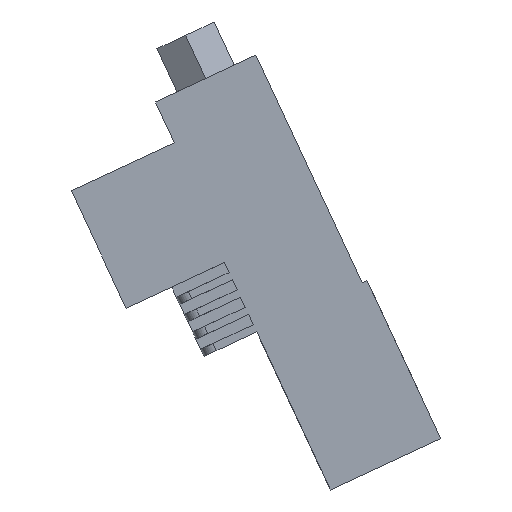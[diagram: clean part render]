
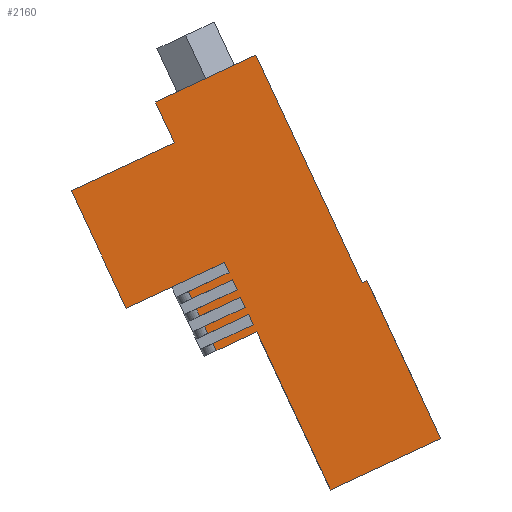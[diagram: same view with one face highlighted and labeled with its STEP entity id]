
A CAD part, front view. The second image highlights one B-rep face of the part: STEP entity #2160.
In plain terms, the highlighted face is planar.
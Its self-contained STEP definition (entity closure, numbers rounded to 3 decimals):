
#10=CARTESIAN_POINT('',(0.,0.,-22.5));
#20=DIRECTION('',(0.,0.,1.));
#30=DIRECTION('',(1.,0.,0.));
#40=AXIS2_PLACEMENT_3D('',#10,#20,#30);
#50=PLANE('',#40);
#60=CARTESIAN_POINT('',(-36.,40.,-22.5));
#70=DIRECTION('',(0.,-1.,0.));
#80=VECTOR('',#70,17.);
#90=LINE('',#60,#80);
#100=CARTESIAN_POINT('',(-36.,40.,-22.5));
#110=VERTEX_POINT('',#100);
#120=CARTESIAN_POINT('',(-36.,23.,-22.5));
#130=VERTEX_POINT('',#120);
#140=EDGE_CURVE('',#110,#130,#90,.T.);
#150=ORIENTED_EDGE('',*,*,#140,.F.);
#160=CARTESIAN_POINT('',(-36.,23.,-22.5));
#170=DIRECTION('',(-1.,0.,0.));
#180=VECTOR('',#170,4.25);
#190=LINE('',#160,#180);
#200=CARTESIAN_POINT('',(-40.25,23.,-22.5));
#210=VERTEX_POINT('',#200);
#220=EDGE_CURVE('',#130,#210,#190,.T.);
#230=ORIENTED_EDGE('',*,*,#220,.F.);
#240=CARTESIAN_POINT('',(-40.25,23.,-22.5));
#250=DIRECTION('',(0.,1.,0.));
#260=VECTOR('',#250,17.);
#270=LINE('',#240,#260);
#280=CARTESIAN_POINT('',(-40.25,40.,-22.5));
#290=VERTEX_POINT('',#280);
#300=EDGE_CURVE('',#210,#290,#270,.T.);
#310=ORIENTED_EDGE('',*,*,#300,.F.);
#320=CARTESIAN_POINT('',(-62.,40.,-22.5));
#330=DIRECTION('',(-1.,0.,0.));
#340=VECTOR('',#330,1.);
#350=LINE('',#320,#340);
#360=CARTESIAN_POINT('',(-43.25,40.,-22.5));
#370=VERTEX_POINT('',#360);
#380=EDGE_CURVE('',#290,#370,#350,.T.);
#390=ORIENTED_EDGE('',*,*,#380,.F.);
#400=CARTESIAN_POINT('',(-43.25,40.,-22.5));
#410=DIRECTION('',(0.,-1.,0.));
#420=VECTOR('',#410,17.);
#430=LINE('',#400,#420);
#440=CARTESIAN_POINT('',(-43.25,23.,-22.5));
#450=VERTEX_POINT('',#440);
#460=EDGE_CURVE('',#370,#450,#430,.T.);
#470=ORIENTED_EDGE('',*,*,#460,.F.);
#480=CARTESIAN_POINT('',(-43.25,23.,-22.5));
#490=DIRECTION('',(-1.,0.,0.));
#500=VECTOR('',#490,4.25);
#510=LINE('',#480,#500);
#520=CARTESIAN_POINT('',(-47.5,23.,-22.5));
#530=VERTEX_POINT('',#520);
#540=EDGE_CURVE('',#450,#530,#510,.T.);
#550=ORIENTED_EDGE('',*,*,#540,.F.);
#560=CARTESIAN_POINT('',(-47.5,23.,-22.5));
#570=DIRECTION('',(0.,1.,0.));
#580=VECTOR('',#570,17.);
#590=LINE('',#560,#580);
#600=CARTESIAN_POINT('',(-47.5,40.,-22.5));
#610=VERTEX_POINT('',#600);
#620=EDGE_CURVE('',#530,#610,#590,.T.);
#630=ORIENTED_EDGE('',*,*,#620,.F.);
#640=CARTESIAN_POINT('',(-62.,40.,-22.5));
#650=DIRECTION('',(-1.,0.,0.));
#660=VECTOR('',#650,1.);
#670=LINE('',#640,#660);
#680=CARTESIAN_POINT('',(-50.5,40.,-22.5));
#690=VERTEX_POINT('',#680);
#700=EDGE_CURVE('',#610,#690,#670,.T.);
#710=ORIENTED_EDGE('',*,*,#700,.F.);
#720=CARTESIAN_POINT('',(-50.5,40.,-22.5));
#730=DIRECTION('',(0.,-1.,0.));
#740=VECTOR('',#730,17.);
#750=LINE('',#720,#740);
#760=CARTESIAN_POINT('',(-50.5,23.,-22.5));
#770=VERTEX_POINT('',#760);
#780=EDGE_CURVE('',#690,#770,#750,.T.);
#790=ORIENTED_EDGE('',*,*,#780,.F.);
#800=CARTESIAN_POINT('',(-50.5,23.,-22.5));
#810=DIRECTION('',(-1.,0.,0.));
#820=VECTOR('',#810,4.25);
#830=LINE('',#800,#820);
#840=CARTESIAN_POINT('',(-54.75,23.,-22.5));
#850=VERTEX_POINT('',#840);
#860=EDGE_CURVE('',#770,#850,#830,.T.);
#870=ORIENTED_EDGE('',*,*,#860,.F.);
#880=CARTESIAN_POINT('',(-54.75,23.,-22.5));
#890=DIRECTION('',(0.,1.,0.));
#900=VECTOR('',#890,17.);
#910=LINE('',#880,#900);
#920=CARTESIAN_POINT('',(-54.75,40.,-22.5));
#930=VERTEX_POINT('',#920);
#940=EDGE_CURVE('',#850,#930,#910,.T.);
#950=ORIENTED_EDGE('',*,*,#940,.F.);
#960=CARTESIAN_POINT('',(-62.,40.,-22.5));
#970=DIRECTION('',(-1.,0.,0.));
#980=VECTOR('',#970,1.);
#990=LINE('',#960,#980);
#1000=CARTESIAN_POINT('',(-57.75,40.,-22.5));
#1010=VERTEX_POINT('',#1000);
#1020=EDGE_CURVE('',#930,#1010,#990,.T.);
#1030=ORIENTED_EDGE('',*,*,#1020,.F.);
#1040=CARTESIAN_POINT('',(-57.75,40.,-22.5));
#1050=DIRECTION('',(0.,-1.,0.));
#1060=VECTOR('',#1050,17.);
#1070=LINE('',#1040,#1060);
#1080=CARTESIAN_POINT('',(-57.75,23.,-22.5));
#1090=VERTEX_POINT('',#1080);
#1100=EDGE_CURVE('',#1010,#1090,#1070,.T.);
#1110=ORIENTED_EDGE('',*,*,#1100,.F.);
#1120=CARTESIAN_POINT('',(-57.75,23.,-22.5));
#1130=DIRECTION('',(-1.,0.,0.));
#1140=VECTOR('',#1130,4.25);
#1150=LINE('',#1120,#1140);
#1160=CARTESIAN_POINT('',(-62.,23.,-22.5));
#1170=VERTEX_POINT('',#1160);
#1180=EDGE_CURVE('',#1090,#1170,#1150,.T.);
#1190=ORIENTED_EDGE('',*,*,#1180,.F.);
#1200=CARTESIAN_POINT('',(-62.,23.,-22.5));
#1210=DIRECTION('',(0.,1.,0.));
#1220=VECTOR('',#1210,41.);
#1230=LINE('',#1200,#1220);
#1240=CARTESIAN_POINT('',(-62.,64.,-22.5));
#1250=VERTEX_POINT('',#1240);
#1260=EDGE_CURVE('',#1170,#1250,#1230,.T.);
#1270=ORIENTED_EDGE('',*,*,#1260,.F.);
#1280=CARTESIAN_POINT('',(-62.,64.,-22.5));
#1290=DIRECTION('',(-1.,0.,0.));
#1300=VECTOR('',#1290,49.);
#1310=LINE('',#1280,#1300);
#1320=CARTESIAN_POINT('',(-111.,64.,-22.5));
#1330=VERTEX_POINT('',#1320);
#1340=EDGE_CURVE('',#1250,#1330,#1310,.T.);
#1350=ORIENTED_EDGE('',*,*,#1340,.F.);
#1360=CARTESIAN_POINT('',(-111.,64.,-22.5));
#1370=DIRECTION('',(0.,-1.,0.));
#1380=VECTOR('',#1370,43.);
#1390=LINE('',#1360,#1380);
#1400=CARTESIAN_POINT('',(-111.,21.,-22.5));
#1410=VERTEX_POINT('',#1400);
#1420=EDGE_CURVE('',#1330,#1410,#1390,.T.);
#1430=ORIENTED_EDGE('',*,*,#1420,.F.);
#1440=CARTESIAN_POINT('',(-111.,21.,-22.5));
#1450=DIRECTION('',(-1.,0.,0.));
#1460=VECTOR('',#1450,17.);
#1470=LINE('',#1440,#1460);
#1480=CARTESIAN_POINT('',(-128.,21.,-22.5));
#1490=VERTEX_POINT('',#1480);
#1500=EDGE_CURVE('',#1410,#1490,#1470,.T.);
#1510=ORIENTED_EDGE('',*,*,#1500,.F.);
#1520=CARTESIAN_POINT('',(-128.,21.,-22.5));
#1530=DIRECTION('',(0.,-1.,0.));
#1540=VECTOR('',#1530,42.);
#1550=LINE('',#1520,#1540);
#1560=CARTESIAN_POINT('',(-128.,-21.,-22.5));
#1570=VERTEX_POINT('',#1560);
#1580=EDGE_CURVE('',#1490,#1570,#1550,.T.);
#1590=ORIENTED_EDGE('',*,*,#1580,.F.);
#1600=CARTESIAN_POINT('',(-128.,-21.,-22.5));
#1610=DIRECTION('',(1.,0.,0.));
#1620=VECTOR('',#1610,95.);
#1630=LINE('',#1600,#1620);
#1640=CARTESIAN_POINT('',(-33.,-21.,-22.5));
#1650=VERTEX_POINT('',#1640);
#1660=EDGE_CURVE('',#1570,#1650,#1630,.T.);
#1670=ORIENTED_EDGE('',*,*,#1660,.F.);
#1680=CARTESIAN_POINT('',(-33.,-21.,-22.5));
#1690=DIRECTION('',(0.,-1.,0.));
#1700=VECTOR('',#1690,2.);
#1710=LINE('',#1680,#1700);
#1720=CARTESIAN_POINT('',(-33.,-23.,-22.5));
#1730=VERTEX_POINT('',#1720);
#1740=EDGE_CURVE('',#1650,#1730,#1710,.T.);
#1750=ORIENTED_EDGE('',*,*,#1740,.F.);
#1760=CARTESIAN_POINT('',(-33.,-23.,-22.5));
#1770=DIRECTION('',(1.,0.,0.));
#1780=VECTOR('',#1770,66.);
#1790=LINE('',#1760,#1780);
#1800=CARTESIAN_POINT('',(33.,-23.,-22.5));
#1810=VERTEX_POINT('',#1800);
#1820=EDGE_CURVE('',#1730,#1810,#1790,.T.);
#1830=ORIENTED_EDGE('',*,*,#1820,.F.);
#1840=CARTESIAN_POINT('',(33.,-23.,-22.5));
#1850=DIRECTION('',(0.,1.,0.));
#1860=VECTOR('',#1850,46.);
#1870=LINE('',#1840,#1860);
#1880=CARTESIAN_POINT('',(33.,23.,-22.5));
#1890=VERTEX_POINT('',#1880);
#1900=EDGE_CURVE('',#1810,#1890,#1870,.T.);
#1910=ORIENTED_EDGE('',*,*,#1900,.F.);
#1920=CARTESIAN_POINT('',(33.,23.,-22.5));
#1930=DIRECTION('',(-1.,0.,0.));
#1940=VECTOR('',#1930,66.);
#1950=LINE('',#1920,#1940);
#1960=CARTESIAN_POINT('',(-33.,23.,-22.5));
#1970=VERTEX_POINT('',#1960);
#1980=EDGE_CURVE('',#1890,#1970,#1950,.T.);
#1990=ORIENTED_EDGE('',*,*,#1980,.F.);
#2000=CARTESIAN_POINT('',(-33.,23.,-22.5));
#2010=DIRECTION('',(0.,1.,0.));
#2020=VECTOR('',#2010,17.);
#2030=LINE('',#2000,#2020);
#2040=CARTESIAN_POINT('',(-33.,40.,-22.5));
#2050=VERTEX_POINT('',#2040);
#2060=EDGE_CURVE('',#1970,#2050,#2030,.T.);
#2070=ORIENTED_EDGE('',*,*,#2060,.F.);
#2080=CARTESIAN_POINT('',(-62.,40.,-22.5));
#2090=DIRECTION('',(-1.,0.,0.));
#2100=VECTOR('',#2090,1.);
#2110=LINE('',#2080,#2100);
#2120=EDGE_CURVE('',#2050,#110,#2110,.T.);
#2130=ORIENTED_EDGE('',*,*,#2120,.F.);
#2140=EDGE_LOOP('',(#2130,#2070,#1990,#1910,#1830,#1750,#1670,#1590,
#1510,#1430,#1350,#1270,#1190,#1110,#1030,#950,#870,#790,#710,#630,#550,
#470,#390,#310,#230,#150));
#2150=FACE_OUTER_BOUND('',#2140,.T.);
#2160=ADVANCED_FACE('',(#2150),#50,.F.);
